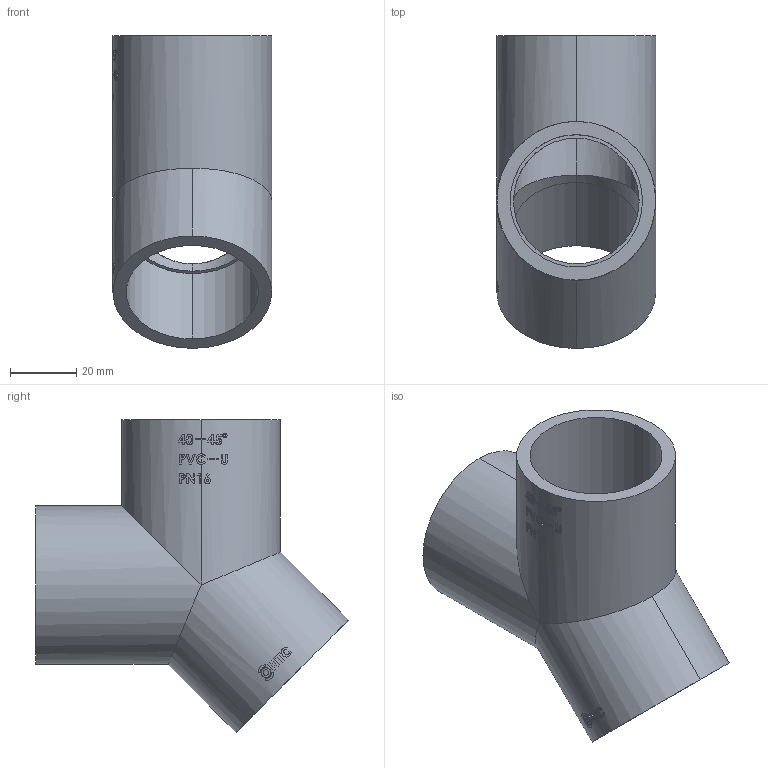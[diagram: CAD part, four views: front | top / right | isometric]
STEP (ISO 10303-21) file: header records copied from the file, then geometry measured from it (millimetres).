
FILE_DESCRIPTION (( 'STEP AP214' ), '1' );
FILE_NAME ('40.STEP', '2025-02-12T11:27:31', ( '' ), ( '' ), 'SwSTEP 2.0', 'SolidWorks 2023', '' );
FILE_SCHEMA (( 'AUTOMOTIVE_DESIGN' ));
Length unit declared in the file: millimetre
Products named in the file (1): 40
Bounding box: 48.2 x 94.55 x 94.55 mm (x, y, z)
Volume: 66382.2 mm3; surface area: 33316.8 mm2
Topology: 1 solids, 1 shells, 259 faces, 678 edges, 450 vertices
Faces by surface type: plane 118, bspline 89, cylinder 52
Entity records: 11049 total; most frequent: CARTESIAN_POINT 5437, ORIENTED_EDGE 1356, DIRECTION 842, EDGE_CURVE 678, VERTEX_POINT 450, EDGE_LOOP 292, LINE 292, VECTOR 292
